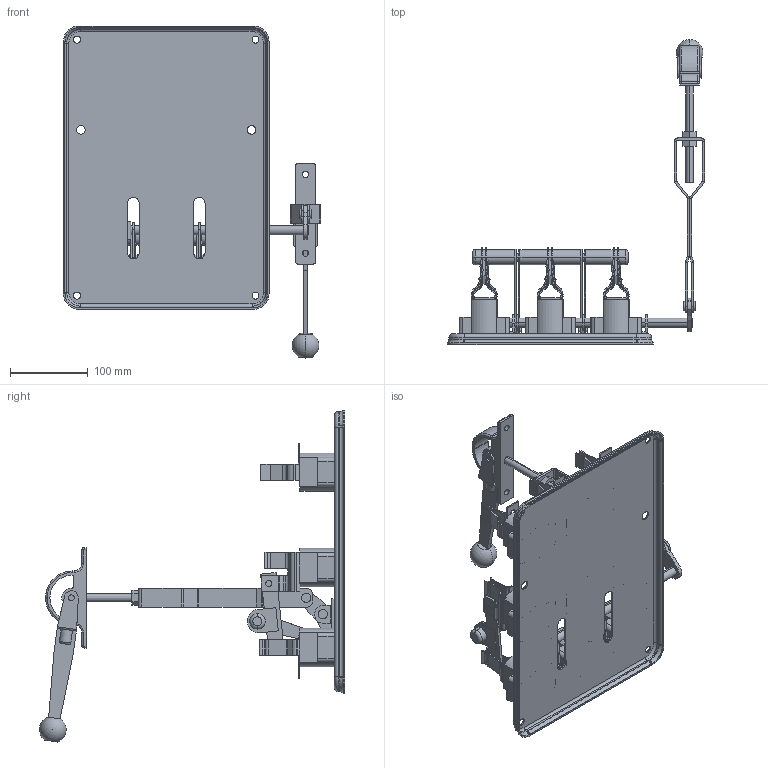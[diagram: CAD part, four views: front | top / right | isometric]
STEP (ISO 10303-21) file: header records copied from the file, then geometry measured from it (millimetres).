
FILE_DESCRIPTION (( 'STEP AP203' ), '1' );
FILE_NAME ('Ðàçúåäèíèòåëü ÐÏÑ-1 100À Ï ïðàâûé ïðèâîä, áåç ÏÏÍ (rps-100).STEP', '2018-09-04T06:56:56', ( '' ), ( '' ), 'SwSTEP 2.0', 'SolidWorks 2017', '' );
FILE_SCHEMA (( 'CONFIG_CONTROL_DESIGN' ));
Length unit declared in the file: millimetre
Products named in the file (1): Ðàçúåäèíèòåëü ÐÏÑ-1 100À Ï ïðàâûé ïðèâîä, áåç ÏÏÍ (rps-100)
Bounding box: 331.35 x 393.3 x 427.82 mm (x, y, z)
Volume: 1392910.3 mm3; surface area: 495281.6 mm2
Topology: 33 solids, 35 shells, 1581 faces, 3710 edges, 2219 vertices
Faces by surface type: plane 1002, cylinder 527, torus 26, bspline 24, sphere 2
Entity records: 45629 total; most frequent: CARTESIAN_POINT 8833, DIRECTION 7894, ORIENTED_EDGE 7410, EDGE_CURVE 3705, AXIS2_PLACEMENT_3D 2685, LINE 2524, VECTOR 2524, VERTEX_POINT 2216
